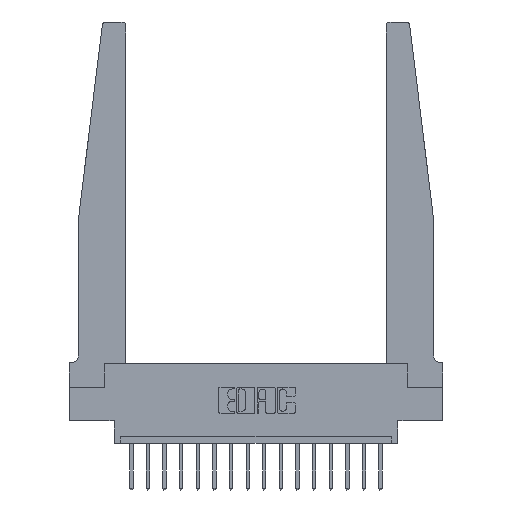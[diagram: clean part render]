
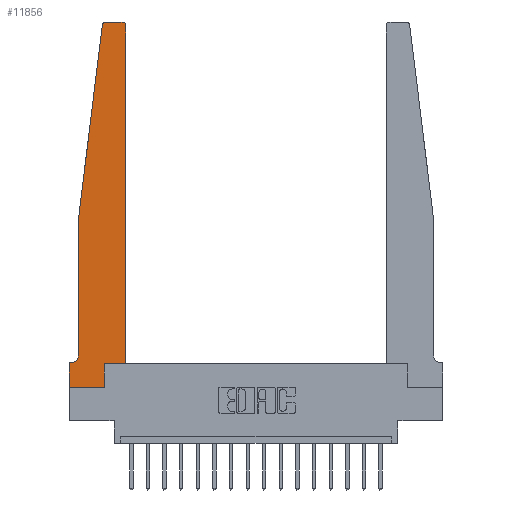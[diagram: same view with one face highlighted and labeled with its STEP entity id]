
A CAD part, top view. The second image highlights one B-rep face of the part: STEP entity #11856.
In plain terms, the highlighted planar face has unit normal (0, 0, 1).
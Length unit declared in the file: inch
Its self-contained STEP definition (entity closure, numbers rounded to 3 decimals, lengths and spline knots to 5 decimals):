
#548 = VECTOR ( 'NONE', #8538, 39.37008 ) ;
#639 = EDGE_LOOP ( 'NONE', ( #4750, #2188, #11197, #17451, #13332, #13874, #15967, #18581, #14599, #10105, #9221, #10126 ) ) ;
#704 = VECTOR ( 'NONE', #1737, 39.37008 ) ;
#944 = VECTOR ( 'NONE', #13863, 39.37008 ) ;
#954 = CARTESIAN_POINT ( 'NONE',  ( 0.24675, 2.72367, 0.37 ) ) ;
#1066 = DIRECTION ( 'NONE',  ( 0., 1., 0. ) ) ;
#1737 = DIRECTION ( 'NONE',  ( 0., -1., 0. ) ) ;
#1818 = CARTESIAN_POINT ( 'NONE',  ( 0., 0.1875, 0.37 ) ) ;
#1878 = VERTEX_POINT ( 'NONE', #4721 ) ;
#2090 = VECTOR ( 'NONE', #17842, 39.37008 ) ;
#2188 = ORIENTED_EDGE ( 'NONE', *, *, #13908, .T. ) ;
#2393 = DIRECTION ( 'NONE',  ( 1., 0., 0. ) ) ;
#2398 = DIRECTION ( 'NONE',  ( 0., 0., -1. ) ) ;
#2399 = VECTOR ( 'NONE', #2611, 39.37008 ) ;
#2611 = DIRECTION ( 'NONE',  ( 0., -1., 0. ) ) ;
#2720 = LINE ( 'NONE', #13405, #704 ) ;
#2781 = CARTESIAN_POINT ( 'NONE',  ( 0.015, 0.2375, 0.37 ) ) ;
#2842 = LINE ( 'NONE', #11391, #18754 ) ;
#3549 = CARTESIAN_POINT ( 'NONE',  ( 0.015, 0.1875, 0.37 ) ) ;
#3931 = LINE ( 'NONE', #14067, #17925 ) ;
#4035 = VERTEX_POINT ( 'NONE', #8891 ) ;
#4613 = VERTEX_POINT ( 'NONE', #12641 ) ;
#4721 = CARTESIAN_POINT ( 'NONE',  ( 0.425, 2.72, 0.37 ) ) ;
#4750 = ORIENTED_EDGE ( 'NONE', *, *, #8884, .T. ) ;
#5031 = DIRECTION ( 'NONE',  ( 1., 0., 0. ) ) ;
#5247 = DIRECTION ( 'NONE',  ( 0., 0., 1. ) ) ;
#5418 = CIRCLE ( 'NONE', #5724, 0.03 ) ;
#5464 = AXIS2_PLACEMENT_3D ( 'NONE', #8062, #9193, #5031 ) ;
#5724 = AXIS2_PLACEMENT_3D ( 'NONE', #8481, #15558, #2393 ) ;
#6165 = EDGE_CURVE ( 'NONE', #8238, #8681, #2842, .T. ) ;
#6683 = CIRCLE ( 'NONE', #17248, 0.05 ) ;
#7076 = DIRECTION ( 'NONE',  ( -1., 0., 0. ) ) ;
#7228 = AXIS2_PLACEMENT_3D ( 'NONE', #18220, #5247, #11025 ) ;
#7270 = CARTESIAN_POINT ( 'NONE',  ( 0., 0., 0.37 ) ) ;
#7727 = DIRECTION ( 'NONE',  ( -0.122, -0.992, 0. ) ) ;
#7920 = LINE ( 'NONE', #9334, #15117 ) ;
#8062 = CARTESIAN_POINT ( 'NONE',  ( 0.27653, 2.72, 0.37 ) ) ;
#8238 = VERTEX_POINT ( 'NONE', #3549 ) ;
#8481 = CARTESIAN_POINT ( 'NONE',  ( 0.395, 2.72, 0.37 ) ) ;
#8538 = DIRECTION ( 'NONE',  ( 1., 0., 0. ) ) ;
#8634 = CARTESIAN_POINT ( 'NONE',  ( 0., 0., 0.37 ) ) ;
#8681 = VERTEX_POINT ( 'NONE', #1818 ) ;
#8884 = EDGE_CURVE ( 'NONE', #10403, #9591, #12460, .T. ) ;
#8891 = CARTESIAN_POINT ( 'NONE',  ( 0.065, 0.2375, 0.37 ) ) ;
#9193 = DIRECTION ( 'NONE',  ( 0., 0., 1. ) ) ;
#9221 = ORIENTED_EDGE ( 'NONE', *, *, #14959, .T. ) ;
#9244 = LINE ( 'NONE', #16422, #11222 ) ;
#9298 = EDGE_CURVE ( 'NONE', #8681, #11173, #2720, .T. ) ;
#9334 = CARTESIAN_POINT ( 'NONE',  ( 0.425, 0.18, 0.37 ) ) ;
#9591 = VERTEX_POINT ( 'NONE', #13336 ) ;
#10105 = ORIENTED_EDGE ( 'NONE', *, *, #12921, .T. ) ;
#10126 = ORIENTED_EDGE ( 'NONE', *, *, #12627, .T. ) ;
#10403 = VERTEX_POINT ( 'NONE', #17374 ) ;
#10409 = CARTESIAN_POINT ( 'NONE',  ( 0.2605, 0., 0.37 ) ) ;
#10688 = CARTESIAN_POINT ( 'NONE',  ( 0.2605, 0.18, 0.37 ) ) ;
#10899 = VERTEX_POINT ( 'NONE', #10409 ) ;
#11025 = DIRECTION ( 'NONE',  ( 1., 0., 0. ) ) ;
#11173 = VERTEX_POINT ( 'NONE', #7270 ) ;
#11197 = ORIENTED_EDGE ( 'NONE', *, *, #16154, .T. ) ;
#11222 = VECTOR ( 'NONE', #7727, 39.37008 ) ;
#11391 = CARTESIAN_POINT ( 'NONE',  ( 0.065, 0.1875, 0.37 ) ) ;
#11856 = ADVANCED_FACE ( 'NONE', ( #15268 ), #12456, .T. ) ;
#12336 = EDGE_CURVE ( 'NONE', #11173, #10899, #15609, .T. ) ;
#12456 = PLANE ( 'NONE',  #7228 ) ;
#12460 = LINE ( 'NONE', #13683, #944 ) ;
#12627 = EDGE_CURVE ( 'NONE', #1878, #10403, #5418, .T. ) ;
#12641 = CARTESIAN_POINT ( 'NONE',  ( 0.065, 1.25, 0.37 ) ) ;
#12921 = EDGE_CURVE ( 'NONE', #16946, #14736, #16609, .T. ) ;
#13026 = CIRCLE ( 'NONE', #5464, 0.03 ) ;
#13332 = ORIENTED_EDGE ( 'NONE', *, *, #15853, .T. ) ;
#13336 = CARTESIAN_POINT ( 'NONE',  ( 0.27653, 2.75, 0.37 ) ) ;
#13405 = CARTESIAN_POINT ( 'NONE',  ( 0., 0., 0.37 ) ) ;
#13683 = CARTESIAN_POINT ( 'NONE',  ( 0.25, 2.75, 0.37 ) ) ;
#13863 = DIRECTION ( 'NONE',  ( -1., 0., 0. ) ) ;
#13874 = ORIENTED_EDGE ( 'NONE', *, *, #6165, .T. ) ;
#13908 = EDGE_CURVE ( 'NONE', #9591, #17228, #13026, .T. ) ;
#14067 = CARTESIAN_POINT ( 'NONE',  ( 0.2605, 0.18, 0.37 ) ) ;
#14599 = ORIENTED_EDGE ( 'NONE', *, *, #18456, .T. ) ;
#14736 = VERTEX_POINT ( 'NONE', #16040 ) ;
#14959 = EDGE_CURVE ( 'NONE', #14736, #1878, #7920, .T. ) ;
#15117 = VECTOR ( 'NONE', #16223, 39.37008 ) ;
#15268 = FACE_OUTER_BOUND ( 'NONE', #639, .T. ) ;
#15455 = EDGE_CURVE ( 'NONE', #4613, #4035, #17221, .T. ) ;
#15558 = DIRECTION ( 'NONE',  ( 0., 0., 1. ) ) ;
#15609 = LINE ( 'NONE', #8634, #548 ) ;
#15681 = CARTESIAN_POINT ( 'NONE',  ( 0.065, 1.25, 0.37 ) ) ;
#15853 = EDGE_CURVE ( 'NONE', #4035, #8238, #6683, .T. ) ;
#15967 = ORIENTED_EDGE ( 'NONE', *, *, #9298, .T. ) ;
#16040 = CARTESIAN_POINT ( 'NONE',  ( 0.425, 0.18, 0.37 ) ) ;
#16154 = EDGE_CURVE ( 'NONE', #17228, #4613, #9244, .T. ) ;
#16223 = DIRECTION ( 'NONE',  ( 0., 1., 0. ) ) ;
#16412 = CARTESIAN_POINT ( 'NONE',  ( 0.425, 0.18, 0.37 ) ) ;
#16422 = CARTESIAN_POINT ( 'NONE',  ( 0.065, 1.25, 0.37 ) ) ;
#16609 = LINE ( 'NONE', #16412, #2090 ) ;
#16946 = VERTEX_POINT ( 'NONE', #10688 ) ;
#17221 = LINE ( 'NONE', #15681, #2399 ) ;
#17228 = VERTEX_POINT ( 'NONE', #954 ) ;
#17248 = AXIS2_PLACEMENT_3D ( 'NONE', #2781, #2398, #7076 ) ;
#17349 = DIRECTION ( 'NONE',  ( -1., 0., 0. ) ) ;
#17374 = CARTESIAN_POINT ( 'NONE',  ( 0.395, 2.75, 0.37 ) ) ;
#17451 = ORIENTED_EDGE ( 'NONE', *, *, #15455, .T. ) ;
#17842 = DIRECTION ( 'NONE',  ( 1., 0., 0. ) ) ;
#17925 = VECTOR ( 'NONE', #1066, 39.37008 ) ;
#18220 = CARTESIAN_POINT ( 'NONE',  ( 0., 0.1875, 0.37 ) ) ;
#18456 = EDGE_CURVE ( 'NONE', #10899, #16946, #3931, .T. ) ;
#18581 = ORIENTED_EDGE ( 'NONE', *, *, #12336, .T. ) ;
#18754 = VECTOR ( 'NONE', #17349, 39.37008 ) ;
